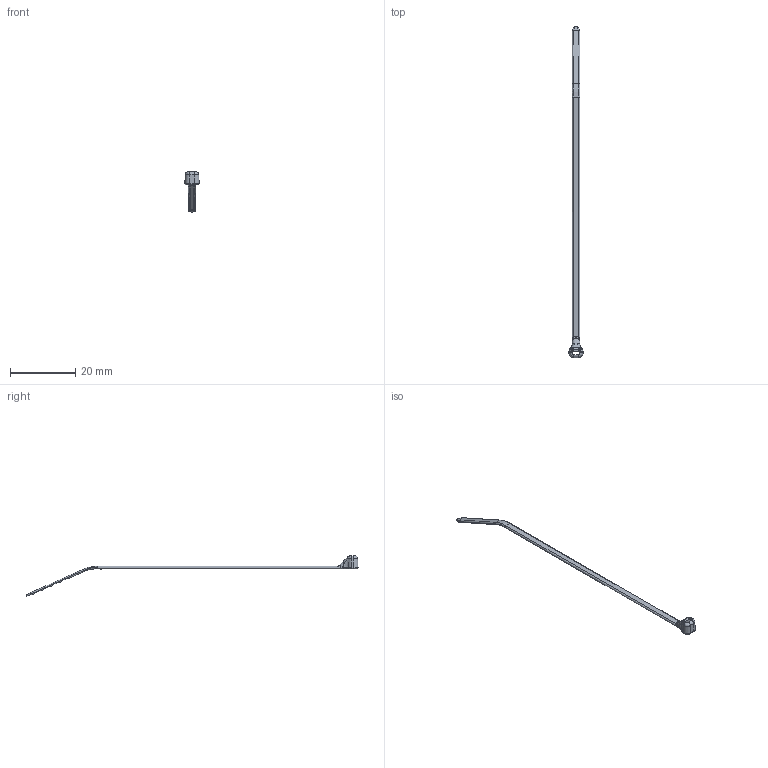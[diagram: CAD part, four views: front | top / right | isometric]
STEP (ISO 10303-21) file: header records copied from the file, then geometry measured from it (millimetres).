
FILE_DESCRIPTION(/* description */ (''),/* implementation_level */ '2;1');
FILE_NAME(/* name */ 'PANDUIT_BT1M.stp',/* time_stamp */ '2020-01-27T12:30:04-06:00',/* author */ (''),/* organization */ (''),/* preprocessor_version */ 'ST-DEVELOPER v16',/* originating_system */ 'SIEMENS PLM Software NX 11.0',/* authorisation */ '');
FILE_SCHEMA (('AP203_CONFIGURATION_CONTROLLED_3D_DESIGN_OF_MECHANICAL_PARTS_AND_ASSEMBLIES_MIM_LF { 1 0 10303 403 2 1 2}'));
Length unit declared in the file: inch
Products named in the file (1): BWG38A48A4Erveo
Bounding box: 4.37 x 101.63 x 12.32 mm (x, y, z)
Volume: 206.7 mm3; surface area: 655.1 mm2
Topology: 1 solids, 1 shells, 193 faces, 520 edges, 328 vertices
Faces by surface type: plane 82, cylinder 60, bspline 21, torus 12, sphere 6, cone 6, extrusion 4, revolution 2
Entity records: 7181 total; most frequent: CARTESIAN_POINT 2512, ORIENTED_EDGE 1032, DIRECTION 860, EDGE_CURVE 516, VERTEX_POINT 328, AXIS2_PLACEMENT_3D 317, VECTOR 224, LINE 220
